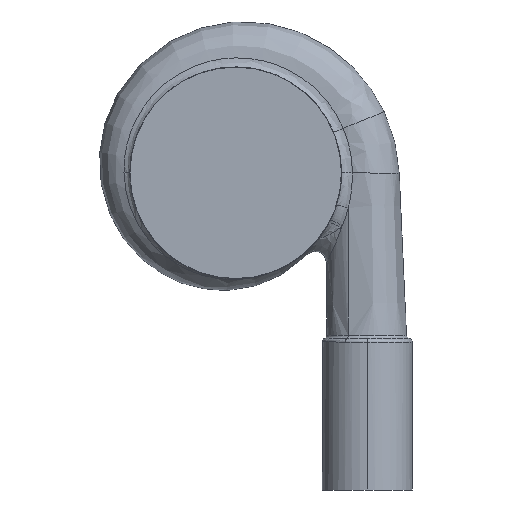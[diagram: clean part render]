
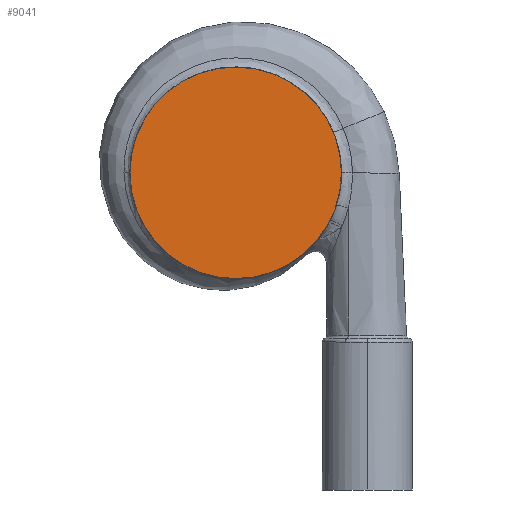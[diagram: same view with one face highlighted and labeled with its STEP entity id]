
A CAD part, left-side view. The second image highlights one B-rep face of the part: STEP entity #9041.
In plain terms, the highlighted planar face has unit normal (-1, 0, 0).
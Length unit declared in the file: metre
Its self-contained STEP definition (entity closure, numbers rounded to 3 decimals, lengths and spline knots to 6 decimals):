
#4386 = CYLINDRICAL_SURFACE('',#4387,0.054);
#4387 = AXIS2_PLACEMENT_3D('',#4388,#4389,#4390);
#4388 = CARTESIAN_POINT('',(-0.13082,0.,0.));
#4389 = DIRECTION('',(-1.,0.,0.));
#4390 = DIRECTION('',(0.,1.,0.));
#9041 = ADVANCED_FACE('',(#9042),#9057,.T.);
#9042 = FACE_BOUND('',#9043,.T.);
#9043 = EDGE_LOOP('',(#9044,#9097));
#9044 = ORIENTED_EDGE('',*,*,#9045,.T.);
#9045 = EDGE_CURVE('',#9046,#9048,#9050,.T.);
#9046 = VERTEX_POINT('',#9047);
#9047 = CARTESIAN_POINT('',(-0.13307,-0.054,0.
    ));
#9048 = VERTEX_POINT('',#9049);
#9049 = CARTESIAN_POINT('',(-0.13307,0.054,0.)
  );
#9050 = SURFACE_CURVE('',#9051,(#9056,#9068),.PCURVE_S1.);
#9051 = CIRCLE('',#9052,0.054);
#9052 = AXIS2_PLACEMENT_3D('',#9053,#9054,#9055);
#9053 = CARTESIAN_POINT('',(-0.13307,0.,0.));
#9054 = DIRECTION('',(-1.,0.,0.));
#9055 = DIRECTION('',(0.,-1.,0.));
#9056 = PCURVE('',#9057,#9062);
#9057 = PLANE('',#9058);
#9058 = AXIS2_PLACEMENT_3D('',#9059,#9060,#9061);
#9059 = CARTESIAN_POINT('',(-0.13307,0.,0.));
#9060 = DIRECTION('',(-1.,0.,0.));
#9061 = DIRECTION('',(0.,0.,1.));
#9062 = DEFINITIONAL_REPRESENTATION('',(#9063),#9067);
#9063 = CIRCLE('',#9064,0.054);
#9064 = AXIS2_PLACEMENT_2D('',#9065,#9066);
#9065 = CARTESIAN_POINT('',(0.,0.));
#9066 = DIRECTION('',(0.,-1.));
#9067 = ( GEOMETRIC_REPRESENTATION_CONTEXT(2) 
PARAMETRIC_REPRESENTATION_CONTEXT() REPRESENTATION_CONTEXT('2D SPACE',''
  ) );
#9068 = PCURVE('',#4386,#9069);
#9069 = DEFINITIONAL_REPRESENTATION('',(#9070),#9096);
#9070 = B_SPLINE_CURVE_WITH_KNOTS('',3,(#9071,#9072,#9073,#9074,#9075,
    #9076,#9077,#9078,#9079,#9080,#9081,#9082,#9083,#9084,#9085,#9086,
    #9087,#9088,#9089,#9090,#9091,#9092,#9093,#9094,#9095),
  .UNSPECIFIED.,.F.,.F.,(4,1,1,1,1,1,1,1,1,1,1,1,1,1,1,1,1,1,1,1,1,1,4),
  (0.,0.1428,0.285599,0.428399,0.571199,
    0.713998,0.856798,0.999598,1.142397,
    1.285197,1.427997,1.570796,1.713596,
    1.856396,1.999195,2.141995,2.284795,
    2.427594,2.570394,2.713194,2.855993,
    2.998793,3.141593),.UNSPECIFIED.);
#9071 = CARTESIAN_POINT('',(3.142,0.002));
#9072 = CARTESIAN_POINT('',(3.189,0.002));
#9073 = CARTESIAN_POINT('',(3.284,0.002));
#9074 = CARTESIAN_POINT('',(3.427,0.002));
#9075 = CARTESIAN_POINT('',(3.57,0.002));
#9076 = CARTESIAN_POINT('',(3.713,0.002));
#9077 = CARTESIAN_POINT('',(3.856,0.002));
#9078 = CARTESIAN_POINT('',(3.998,0.002));
#9079 = CARTESIAN_POINT('',(4.141,0.002));
#9080 = CARTESIAN_POINT('',(4.284,0.002));
#9081 = CARTESIAN_POINT('',(4.427,0.002));
#9082 = CARTESIAN_POINT('',(4.57,0.002));
#9083 = CARTESIAN_POINT('',(4.712,0.002));
#9084 = CARTESIAN_POINT('',(4.855,0.002));
#9085 = CARTESIAN_POINT('',(4.998,0.002));
#9086 = CARTESIAN_POINT('',(5.141,0.002));
#9087 = CARTESIAN_POINT('',(5.284,0.002));
#9088 = CARTESIAN_POINT('',(5.426,0.002));
#9089 = CARTESIAN_POINT('',(5.569,0.002));
#9090 = CARTESIAN_POINT('',(5.712,0.002));
#9091 = CARTESIAN_POINT('',(5.855,0.002));
#9092 = CARTESIAN_POINT('',(5.998,0.002));
#9093 = CARTESIAN_POINT('',(6.14,0.002));
#9094 = CARTESIAN_POINT('',(6.236,0.002));
#9095 = CARTESIAN_POINT('',(6.283,0.002));
#9096 = ( GEOMETRIC_REPRESENTATION_CONTEXT(2) 
PARAMETRIC_REPRESENTATION_CONTEXT() REPRESENTATION_CONTEXT('2D SPACE',''
  ) );
#9097 = ORIENTED_EDGE('',*,*,#9098,.T.);
#9098 = EDGE_CURVE('',#9048,#9046,#9099,.T.);
#9099 = SURFACE_CURVE('',#9100,(#9105,#9112),.PCURVE_S1.);
#9100 = CIRCLE('',#9101,0.054);
#9101 = AXIS2_PLACEMENT_3D('',#9102,#9103,#9104);
#9102 = CARTESIAN_POINT('',(-0.13307,0.,0.));
#9103 = DIRECTION('',(-1.,0.,0.));
#9104 = DIRECTION('',(0.,-1.,0.));
#9105 = PCURVE('',#9057,#9106);
#9106 = DEFINITIONAL_REPRESENTATION('',(#9107),#9111);
#9107 = CIRCLE('',#9108,0.054);
#9108 = AXIS2_PLACEMENT_2D('',#9109,#9110);
#9109 = CARTESIAN_POINT('',(0.,0.));
#9110 = DIRECTION('',(0.,-1.));
#9111 = ( GEOMETRIC_REPRESENTATION_CONTEXT(2) 
PARAMETRIC_REPRESENTATION_CONTEXT() REPRESENTATION_CONTEXT('2D SPACE',''
  ) );
#9112 = PCURVE('',#9113,#9118);
#9113 = CYLINDRICAL_SURFACE('',#9114,0.054);
#9114 = AXIS2_PLACEMENT_3D('',#9115,#9116,#9117);
#9115 = CARTESIAN_POINT('',(-0.13082,0.,0.));
#9116 = DIRECTION('',(-1.,0.,0.));
#9117 = DIRECTION('',(0.,1.,0.));
#9118 = DEFINITIONAL_REPRESENTATION('',(#9119),#9145);
#9119 = B_SPLINE_CURVE_WITH_KNOTS('',3,(#9120,#9121,#9122,#9123,#9124,
    #9125,#9126,#9127,#9128,#9129,#9130,#9131,#9132,#9133,#9134,#9135,
    #9136,#9137,#9138,#9139,#9140,#9141,#9142,#9143,#9144),
  .UNSPECIFIED.,.F.,.F.,(4,1,1,1,1,1,1,1,1,1,1,1,1,1,1,1,1,1,1,1,1,1,4),
  (3.141593,3.284392,3.427192,3.569992,
    3.712791,3.855591,3.998391,4.14119,
    4.28399,4.42679,4.569589,4.712389,
    4.855189,4.997988,5.140788,5.283588,
    5.426387,5.569187,5.711987,5.854786,
    5.997586,6.140386,6.283185),.QUASI_UNIFORM_KNOTS.);
#9120 = CARTESIAN_POINT('',(0.,0.002));
#9121 = CARTESIAN_POINT('',(0.048,0.002));
#9122 = CARTESIAN_POINT('',(0.143,0.002));
#9123 = CARTESIAN_POINT('',(0.286,0.002));
#9124 = CARTESIAN_POINT('',(0.428,0.002));
#9125 = CARTESIAN_POINT('',(0.571,0.002));
#9126 = CARTESIAN_POINT('',(0.714,0.002));
#9127 = CARTESIAN_POINT('',(0.857,0.002));
#9128 = CARTESIAN_POINT('',(1.,0.002));
#9129 = CARTESIAN_POINT('',(1.142,0.002));
#9130 = CARTESIAN_POINT('',(1.285,0.002));
#9131 = CARTESIAN_POINT('',(1.428,0.002));
#9132 = CARTESIAN_POINT('',(1.571,0.002));
#9133 = CARTESIAN_POINT('',(1.714,0.002));
#9134 = CARTESIAN_POINT('',(1.856,0.002));
#9135 = CARTESIAN_POINT('',(1.999,0.002));
#9136 = CARTESIAN_POINT('',(2.142,0.002));
#9137 = CARTESIAN_POINT('',(2.285,0.002));
#9138 = CARTESIAN_POINT('',(2.428,0.002));
#9139 = CARTESIAN_POINT('',(2.57,0.002));
#9140 = CARTESIAN_POINT('',(2.713,0.002));
#9141 = CARTESIAN_POINT('',(2.856,0.002));
#9142 = CARTESIAN_POINT('',(2.999,0.002));
#9143 = CARTESIAN_POINT('',(3.094,0.002));
#9144 = CARTESIAN_POINT('',(3.142,0.002));
#9145 = ( GEOMETRIC_REPRESENTATION_CONTEXT(2) 
PARAMETRIC_REPRESENTATION_CONTEXT() REPRESENTATION_CONTEXT('2D SPACE',''
  ) );
